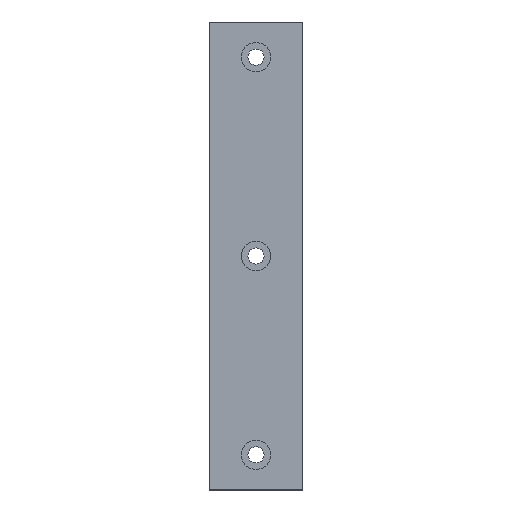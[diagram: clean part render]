
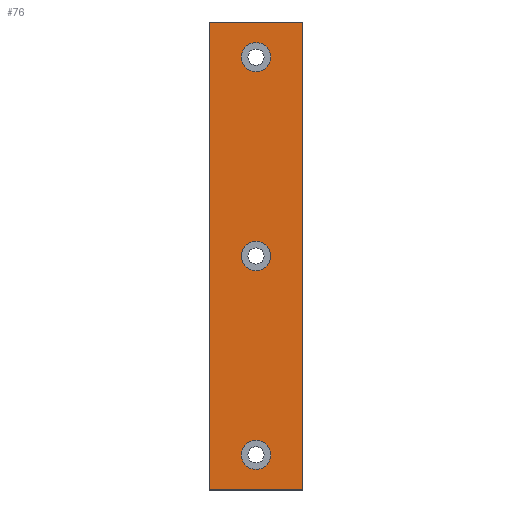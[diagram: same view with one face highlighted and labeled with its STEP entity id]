
A CAD part, top view. The second image highlights one B-rep face of the part: STEP entity #76.
In plain terms, the highlighted planar face has unit normal (0, 0, 1).
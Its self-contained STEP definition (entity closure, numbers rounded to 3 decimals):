
#76=ADVANCED_FACE('',(#154,#155,#156,#157),#158,.T.);
#154=FACE_BOUND('',#234,.T.);
#155=FACE_BOUND('',#235,.T.);
#156=FACE_BOUND('',#236,.T.);
#157=FACE_OUTER_BOUND('',#237,.T.);
#158=PLANE('',#238);
#234=EDGE_LOOP('',(#380,#381));
#235=EDGE_LOOP('',(#382,#383));
#236=EDGE_LOOP('',(#384,#385));
#237=EDGE_LOOP('',(#386,#387,#388,#389));
#238=AXIS2_PLACEMENT_3D('',#390,#391,#392);
#380=ORIENTED_EDGE('',*,*,#469,.T.);
#381=ORIENTED_EDGE('',*,*,#471,.T.);
#382=ORIENTED_EDGE('',*,*,#464,.T.);
#383=ORIENTED_EDGE('',*,*,#476,.T.);
#384=ORIENTED_EDGE('',*,*,#459,.T.);
#385=ORIENTED_EDGE('',*,*,#481,.T.);
#386=ORIENTED_EDGE('',*,*,#492,.T.);
#387=ORIENTED_EDGE('',*,*,#493,.T.);
#388=ORIENTED_EDGE('',*,*,#494,.T.);
#389=ORIENTED_EDGE('',*,*,#495,.T.);
#390=CARTESIAN_POINT('',(0.0,80.0,6.0));
#391=DIRECTION('',(0.0,0.0,1.0));
#392=DIRECTION('',(1.0,0.0,0.0));
#459=EDGE_CURVE('',#539,#543,#545,.T.);
#464=EDGE_CURVE('',#548,#552,#554,.T.);
#469=EDGE_CURVE('',#557,#561,#563,.T.);
#471=EDGE_CURVE('',#561,#557,#565,.T.);
#476=EDGE_CURVE('',#552,#548,#570,.T.);
#481=EDGE_CURVE('',#543,#539,#575,.T.);
#492=EDGE_CURVE('',#586,#587,#588,.T.);
#493=EDGE_CURVE('',#587,#589,#590,.T.);
#494=EDGE_CURVE('',#589,#591,#592,.T.);
#495=EDGE_CURVE('',#591,#586,#593,.T.);
#539=VERTEX_POINT('',#647);
#543=VERTEX_POINT('',#652);
#545=CIRCLE('',#655,5.0);
#548=VERTEX_POINT('',#658);
#552=VERTEX_POINT('',#663);
#554=CIRCLE('',#666,5.0);
#557=VERTEX_POINT('',#669);
#561=VERTEX_POINT('',#674);
#563=CIRCLE('',#677,5.0);
#565=CIRCLE('',#679,5.0);
#570=CIRCLE('',#684,5.0);
#575=CIRCLE('',#689,5.0);
#586=VERTEX_POINT('',#700);
#587=VERTEX_POINT('',#701);
#588=LINE('',#702,#703);
#589=VERTEX_POINT('',#704);
#590=LINE('',#705,#706);
#591=VERTEX_POINT('',#707);
#592=LINE('',#708,#709);
#593=LINE('',#710,#711);
#647=CARTESIAN_POINT('',(5.0,12.0,6.0));
#652=CARTESIAN_POINT('',(-5.0,12.0,6.0));
#655=AXIS2_PLACEMENT_3D('',#767,#768,#769);
#658=CARTESIAN_POINT('',(5.0,80.0,6.0));
#663=CARTESIAN_POINT('',(-5.0,80.0,6.0));
#666=AXIS2_PLACEMENT_3D('',#775,#776,#777);
#669=CARTESIAN_POINT('',(5.0,148.0,6.0));
#674=CARTESIAN_POINT('',(-5.0,148.0,6.0));
#677=AXIS2_PLACEMENT_3D('',#783,#784,#785);
#679=AXIS2_PLACEMENT_3D('',#786,#787,#788);
#684=AXIS2_PLACEMENT_3D('',#795,#796,#797);
#689=AXIS2_PLACEMENT_3D('',#804,#805,#806);
#700=CARTESIAN_POINT('',(16.0,0.0,6.0));
#701=CARTESIAN_POINT('',(16.0,160.0,6.0));
#702=CARTESIAN_POINT('',(16.0,80.0,6.0));
#703=VECTOR('',#822,1.0);
#704=CARTESIAN_POINT('',(-16.0,160.0,6.0));
#705=CARTESIAN_POINT('',(0.0,160.0,6.0));
#706=VECTOR('',#823,1.0);
#707=CARTESIAN_POINT('',(-16.0,0.0,6.0));
#708=CARTESIAN_POINT('',(-16.0,80.0,6.0));
#709=VECTOR('',#824,1.0);
#710=CARTESIAN_POINT('',(0.0,0.0,6.0));
#711=VECTOR('',#825,1.0);
#767=CARTESIAN_POINT('',(0.0,12.0,6.0));
#768=DIRECTION('',(0.0,0.0,-1.0));
#769=DIRECTION('',(1.0,0.0,0.0));
#775=CARTESIAN_POINT('',(0.0,80.0,6.0));
#776=DIRECTION('',(0.0,0.0,-1.0));
#777=DIRECTION('',(1.0,0.0,0.0));
#783=CARTESIAN_POINT('',(0.0,148.0,6.0));
#784=DIRECTION('',(0.0,0.0,-1.0));
#785=DIRECTION('',(1.0,0.0,0.0));
#786=CARTESIAN_POINT('',(0.0,148.0,6.0));
#787=DIRECTION('',(0.0,0.0,-1.0));
#788=DIRECTION('',(1.0,0.0,0.0));
#795=CARTESIAN_POINT('',(0.0,80.0,6.0));
#796=DIRECTION('',(0.0,0.0,-1.0));
#797=DIRECTION('',(1.0,0.0,0.0));
#804=CARTESIAN_POINT('',(0.0,12.0,6.0));
#805=DIRECTION('',(0.0,0.0,-1.0));
#806=DIRECTION('',(1.0,0.0,0.0));
#822=DIRECTION('',(0.0,1.0,0.0));
#823=DIRECTION('',(-1.0,0.0,0.0));
#824=DIRECTION('',(0.0,-1.0,0.0));
#825=DIRECTION('',(1.0,0.0,0.0));
